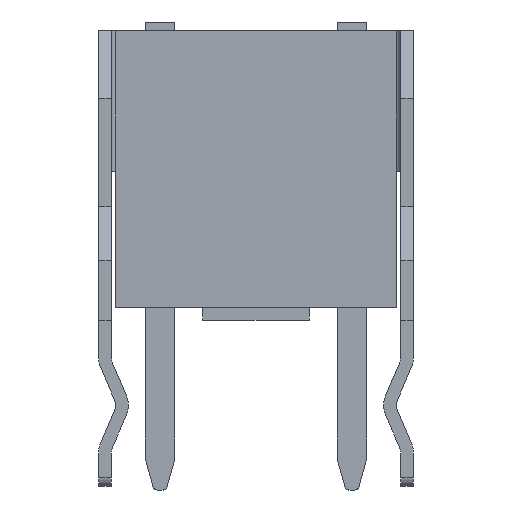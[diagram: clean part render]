
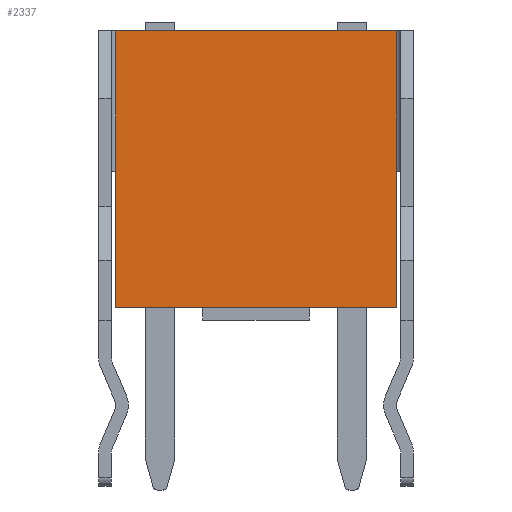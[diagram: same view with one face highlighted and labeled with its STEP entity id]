
A CAD part, front view. The second image highlights one B-rep face of the part: STEP entity #2337.
In plain terms, the highlighted planar face has unit normal (0, -1, 0).
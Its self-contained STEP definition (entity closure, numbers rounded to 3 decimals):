
#12=DIRECTION('',(0.,0.,1.));
#55=VECTOR('',#56,1.);
#56=DIRECTION('',(0.,0.,-1.));
#100=VECTOR('',#12,1.);
#122=DIRECTION('',(1.,0.,0.));
#251=VECTOR('',#252,1.);
#252=DIRECTION('',(-1.,0.,0.));
#710=VECTOR('',#122,1.);
#2143=DIRECTION('',(-0.,-1.,0.));
#2144=DIRECTION('',(0.,0.,1.));
#2150=VERTEX_POINT('',#2151);
#2151=CARTESIAN_POINT('',(5.545,-0.95,0.3));
#2156=VERTEX_POINT('',#2157);
#2157=CARTESIAN_POINT('',(-1.055,-0.95,0.3));
#2160=EDGE_CURVE('',#2150,#2156,#2161,.T.);
#2161=LINE('',#2151,#251);
#2225=VERTEX_POINT('',#2226);
#2226=CARTESIAN_POINT('',(5.545,-0.95,6.8));
#2231=EDGE_CURVE('',#2225,#2150,#2232,.T.);
#2232=LINE('',#2226,#55);
#2243=VERTEX_POINT('',#2244);
#2244=CARTESIAN_POINT('',(-1.055,-0.95,6.8));
#2247=EDGE_CURVE('',#2156,#2243,#2248,.T.);
#2248=LINE('',#2157,#100);
#2259=EDGE_CURVE('',#2243,#2225,#2260,.T.);
#2260=LINE('',#2244,#710);
#2337=ADVANCED_FACE('',(#2338),#2344,.T.);
#2338=FACE_BOUND('',#2339,.F.);
#2339=EDGE_LOOP('',(#2340,#2341,#2342,#2343));
#2340=ORIENTED_EDGE('',*,*,#2160,.T.);
#2341=ORIENTED_EDGE('',*,*,#2247,.T.);
#2342=ORIENTED_EDGE('',*,*,#2259,.T.);
#2343=ORIENTED_EDGE('',*,*,#2231,.T.);
#2344=PLANE('',#2345);
#2345=AXIS2_PLACEMENT_3D('',#2151,#2143,#2144);
